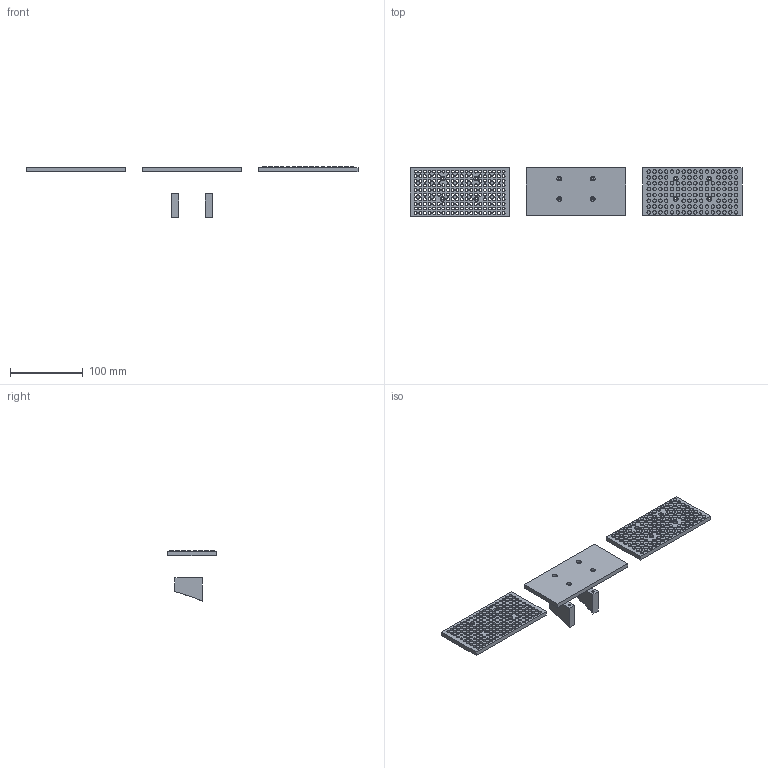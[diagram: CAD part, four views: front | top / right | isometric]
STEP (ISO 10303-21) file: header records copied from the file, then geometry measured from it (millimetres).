
FILE_DESCRIPTION(/* description */ (''),/* implementation_level */ '2;1');
FILE_NAME(/* name */ 'e9adf320-2565-4929-b917-76d62738de84.stp',/* time_stamp */ '2019-09-20T11:43:43-06:00',/* author */ ('sridharPR5JY'),/* organization */ (''),/* preprocessor_version */ 'ST-DEVELOPER v18',/* originating_system */ 'Autodesk Translation Framework v8.2.0.1029',/* authorisation */ '');
FILE_SCHEMA (('AUTOMOTIVE_DESIGN { 1 0 10303 214 3 1 1 }'));
Length unit declared in the file: millimetre
Products named in the file (1): BASE_FRONT_GRILL_MOUNTING_ATTACHMENTS
Bounding box: 456.06 x 66.79 x 70.39 mm (x, y, z)
Volume: 167397.9 mm3; surface area: 81556.1 mm2
Topology: 5 solids, 5 shells, 540 faces, 1180 edges, 786 vertices
Faces by surface type: cylinder 340, plane 182, bspline 18
Full cylindrical faces by diameter (mm): 3.05 x16, 4.1 x192, 4.8 x120, 6.5 x12
Entity records: 17857 total; most frequent: CARTESIAN_POINT 4567, DIRECTION 2848, ORIENTED_EDGE 2360, AXIS2_PLACEMENT_3D 1203, EDGE_CURVE 1180, EDGE_LOOP 1084, VERTEX_POINT 786, CIRCLE 680
